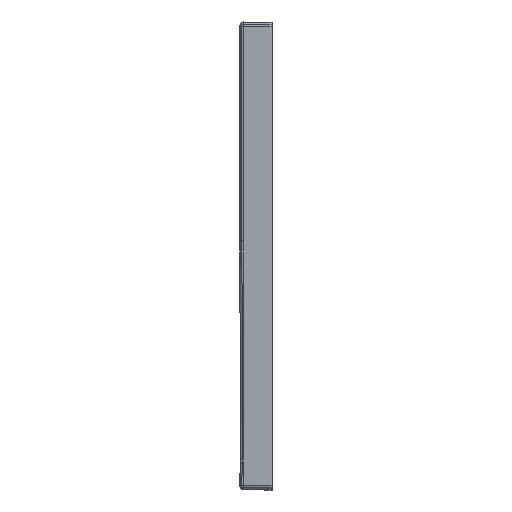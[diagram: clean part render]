
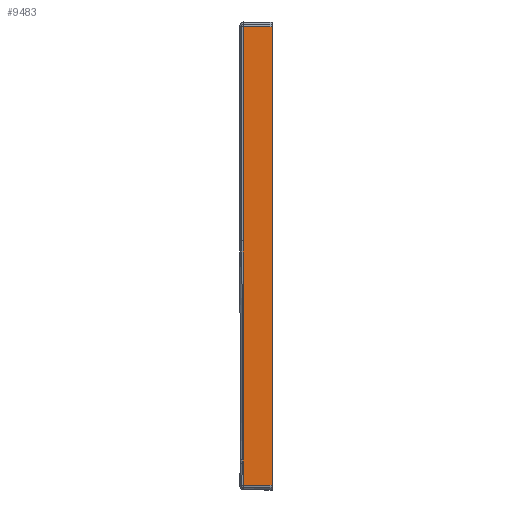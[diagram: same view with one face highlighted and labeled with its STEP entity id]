
A CAD part, left-side view. The second image highlights one B-rep face of the part: STEP entity #9483.
In plain terms, the highlighted planar face has unit normal (-1, 0, 0).
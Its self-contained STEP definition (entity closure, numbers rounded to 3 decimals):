
#2002=DIRECTION('',(0.,0.,-1.));
#2003=VECTOR('',#2002,5.007);
#2004=CARTESIAN_POINT('',(-850.,-5.107,45.));
#2005=LINE('',#2004,#2003);
#2006=CARTESIAN_POINT('',(-850.,-5.049,
372.503));
#2007=CARTESIAN_POINT('',(-850.,-5.055,
336.297));
#2008=CARTESIAN_POINT('',(-850.,-5.068,
263.762));
#2009=CARTESIAN_POINT('',(-850.,-5.088,
154.595));
#2010=CARTESIAN_POINT('',(-850.,-5.101,81.572));
#2011=CARTESIAN_POINT('',(-850.,-5.107,45.));
#2025=DIRECTION('',(0.,0.,1.));
#2026=VECTOR('',#2025,320.497);
#2027=CARTESIAN_POINT('',(-850.,-5.049,
372.503));
#2028=LINE('',#2027,#2026);
#2029=DIRECTION('',(0.,0.,-1.));
#2030=VECTOR('',#2029,686.);
#2031=CARTESIAN_POINT('',(-850.,-48.,693.));
#2032=LINE('',#2031,#2030);
#2033=DIRECTION('',(0.,1.,0.));
#2034=VECTOR('',#2033,42.981);
#2035=CARTESIAN_POINT('',(-850.,-48.,7.));
#2036=LINE('',#2035,#2034);
#2037=DIRECTION('',(0.,-0.003,1.));
#2038=VECTOR('',#2037,32.993);
#2039=CARTESIAN_POINT('',(-850.,-5.019,
7.));
#2040=LINE('',#2039,#2038);
#2981=DIRECTION('',(0.,1.,0.));
#2982=VECTOR('',#2981,43.);
#2983=CARTESIAN_POINT('',(-850.,-48.,693.));
#2984=LINE('',#2983,#2982);
#6365=CARTESIAN_POINT('',(-850.,-5.107,45.));
#6366=VERTEX_POINT('',#6365);
#6367=CARTESIAN_POINT('',(-850.,-5.107,
39.993));
#6368=VERTEX_POINT('',#6367);
#6369=VERTEX_POINT('',#2006);
#6371=CARTESIAN_POINT('',(-850.,-5.,
693.));
#6372=VERTEX_POINT('',#6371);
#6373=CARTESIAN_POINT('',(-850.,-48.,693.));
#6374=VERTEX_POINT('',#6373);
#6375=CARTESIAN_POINT('',(-850.,-48.,7.));
#6376=VERTEX_POINT('',#6375);
#6377=CARTESIAN_POINT('',(-850.,-5.019,
7.));
#6378=VERTEX_POINT('',#6377);
#9464=CARTESIAN_POINT('',(-850.,0.,0.));
#9465=DIRECTION('',(-1.,0.,0.));
#9466=DIRECTION('',(0.,0.,1.));
#9467=AXIS2_PLACEMENT_3D('',#9464,#9465,#9466);
#9468=PLANE('',#9467);
#9469=ORIENTED_EDGE('',*,*,#9406,.F.);
#9470=ORIENTED_EDGE('',*,*,#9454,.F.);
#9472=ORIENTED_EDGE('',*,*,#9471,.T.);
#9474=ORIENTED_EDGE('',*,*,#9473,.F.);
#9476=ORIENTED_EDGE('',*,*,#9475,.T.);
#9478=ORIENTED_EDGE('',*,*,#9477,.T.);
#9480=ORIENTED_EDGE('',*,*,#9479,.T.);
#9481=EDGE_LOOP('',(#9469,#9470,#9472,#9474,#9476,#9478,#9480));
#9482=FACE_OUTER_BOUND('',#9481,.F.);
#9483=ADVANCED_FACE('',(#9482),#9468,.T.);
#2012=B_SPLINE_CURVE_WITH_KNOTS('',3,(#2006,#2007,#2008,#2009,#2010,#2011),
.UNSPECIFIED.,.F.,.F.,(4,1,1,4),(0.,0.333,0.667,1.),
.UNSPECIFIED.);
#9406=EDGE_CURVE('',#6366,#6368,#2005,.T.);
#9454=EDGE_CURVE('',#6369,#6366,#2012,.T.);
#9471=EDGE_CURVE('',#6369,#6372,#2028,.T.);
#9473=EDGE_CURVE('',#6374,#6372,#2984,.T.);
#9475=EDGE_CURVE('',#6374,#6376,#2032,.T.);
#9477=EDGE_CURVE('',#6376,#6378,#2036,.T.);
#9479=EDGE_CURVE('',#6378,#6368,#2040,.T.);
